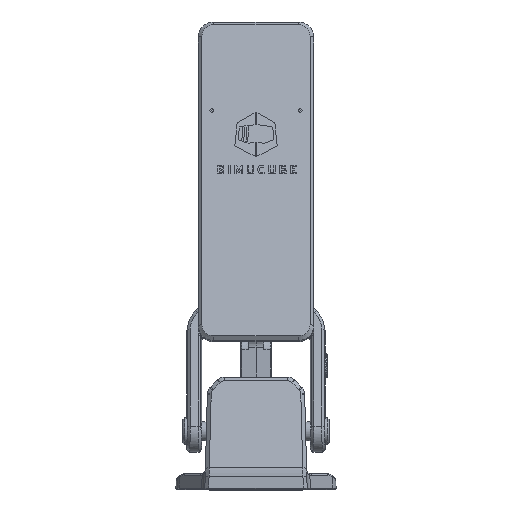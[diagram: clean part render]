
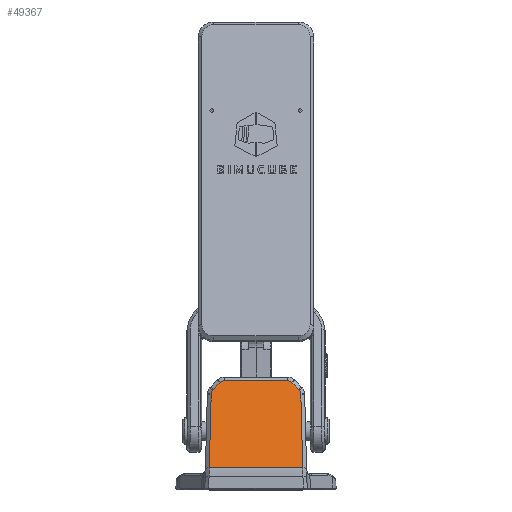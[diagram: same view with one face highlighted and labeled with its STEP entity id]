
A CAD part, top view. The second image highlights one B-rep face of the part: STEP entity #49367.
In plain terms, the highlighted planar face has unit normal (0, 0.259, 0.966).
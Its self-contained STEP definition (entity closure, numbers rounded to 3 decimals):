
#2546=PLANE('',#52947);
#4389=B_SPLINE_CURVE_WITH_KNOTS('',3,(#96475,#96476,#96477,#96478),
 .UNSPECIFIED.,.F.,.F.,(4,4),(-1.442,-0.785),
 .UNSPECIFIED.);
#4390=B_SPLINE_CURVE_WITH_KNOTS('',3,(#96480,#96481,#96482,#96483),
 .UNSPECIFIED.,.F.,.F.,(4,4),(-1.545,-1.442),
 .UNSPECIFIED.);
#4391=B_SPLINE_CURVE_WITH_KNOTS('',3,(#96491,#96492,#96493,#96494),
 .UNSPECIFIED.,.F.,.F.,(4,4),(-1.545,-1.442),
 .UNSPECIFIED.);
#4392=B_SPLINE_CURVE_WITH_KNOTS('',3,(#96496,#96497,#96498,#96499),
 .UNSPECIFIED.,.F.,.F.,(4,4),(-1.442,-0.785),
 .UNSPECIFIED.);
#4393=B_SPLINE_CURVE_WITH_KNOTS('',3,(#96501,#96502,#96503,#96504),
 .UNSPECIFIED.,.F.,.F.,(4,4),(0.667,0.705),
 .UNSPECIFIED.);
#4394=B_SPLINE_CURVE_WITH_KNOTS('',3,(#96508,#96509,#96510,#96511),
 .UNSPECIFIED.,.F.,.F.,(4,4),(-0.785,-0.716),
 .UNSPECIFIED.);
#4395=B_SPLINE_CURVE_WITH_KNOTS('',3,(#96513,#96514,#96515,#96516),
 .UNSPECIFIED.,.F.,.F.,(4,4),(-0.716,0.),
 .UNSPECIFIED.);
#4396=B_SPLINE_CURVE_WITH_KNOTS('',3,(#96520,#96521,#96522,#96523),
 .UNSPECIFIED.,.F.,.F.,(4,4),(-0.716,0.),
 .UNSPECIFIED.);
#4397=B_SPLINE_CURVE_WITH_KNOTS('',3,(#96525,#96526,#96527,#96528),
 .UNSPECIFIED.,.F.,.F.,(4,4),(-0.785,-0.716),
 .UNSPECIFIED.);
#4398=B_SPLINE_CURVE_WITH_KNOTS('',3,(#96531,#96532,#96533,#96534),
 .UNSPECIFIED.,.F.,.F.,(4,4),(0.667,0.705),
 .UNSPECIFIED.);
#6909=FACE_OUTER_BOUND('',#9951,.T.);
#9951=EDGE_LOOP('',(#43054,#43055,#43056,#43057,#43058,#43059,#43060,#43061,
#43062,#43063,#43064,#43065,#43066,#43067,#43068,#43069));
#15348=LINE('',#96485,#19226);
#15349=LINE('',#96487,#19227);
#15350=LINE('',#96489,#19228);
#15351=LINE('',#96506,#19229);
#15352=LINE('',#96518,#19230);
#15353=LINE('',#96530,#19231);
#19226=VECTOR('',#62974,10.);
#19227=VECTOR('',#62975,10.);
#19228=VECTOR('',#62976,10.);
#19229=VECTOR('',#62977,10.);
#19230=VECTOR('',#62978,10.);
#19231=VECTOR('',#62979,10.);
#23608=VERTEX_POINT('',#96473);
#23609=VERTEX_POINT('',#96474);
#23610=VERTEX_POINT('',#96479);
#23611=VERTEX_POINT('',#96484);
#23612=VERTEX_POINT('',#96486);
#23613=VERTEX_POINT('',#96488);
#23614=VERTEX_POINT('',#96490);
#23615=VERTEX_POINT('',#96495);
#23616=VERTEX_POINT('',#96500);
#23617=VERTEX_POINT('',#96505);
#23618=VERTEX_POINT('',#96507);
#23619=VERTEX_POINT('',#96512);
#23620=VERTEX_POINT('',#96517);
#23621=VERTEX_POINT('',#96519);
#23622=VERTEX_POINT('',#96524);
#23623=VERTEX_POINT('',#96529);
#30277=EDGE_CURVE('',#23608,#23609,#4389,.T.);
#30278=EDGE_CURVE('',#23610,#23608,#4390,.T.);
#30279=EDGE_CURVE('',#23611,#23610,#15348,.T.);
#30280=EDGE_CURVE('',#23611,#23612,#15349,.T.);
#30281=EDGE_CURVE('',#23612,#23613,#15350,.T.);
#30282=EDGE_CURVE('',#23613,#23614,#4391,.T.);
#30283=EDGE_CURVE('',#23614,#23615,#4392,.T.);
#30284=EDGE_CURVE('',#23615,#23616,#4393,.T.);
#30285=EDGE_CURVE('',#23616,#23617,#15351,.T.);
#30286=EDGE_CURVE('',#23617,#23618,#4394,.T.);
#30287=EDGE_CURVE('',#23618,#23619,#4395,.T.);
#30288=EDGE_CURVE('',#23620,#23619,#15352,.T.);
#30289=EDGE_CURVE('',#23621,#23620,#4396,.T.);
#30290=EDGE_CURVE('',#23622,#23621,#4397,.T.);
#30291=EDGE_CURVE('',#23623,#23622,#15353,.T.);
#30292=EDGE_CURVE('',#23609,#23623,#4398,.T.);
#43054=ORIENTED_EDGE('',*,*,#30277,.F.);
#43055=ORIENTED_EDGE('',*,*,#30278,.F.);
#43056=ORIENTED_EDGE('',*,*,#30279,.F.);
#43057=ORIENTED_EDGE('',*,*,#30280,.T.);
#43058=ORIENTED_EDGE('',*,*,#30281,.T.);
#43059=ORIENTED_EDGE('',*,*,#30282,.T.);
#43060=ORIENTED_EDGE('',*,*,#30283,.T.);
#43061=ORIENTED_EDGE('',*,*,#30284,.T.);
#43062=ORIENTED_EDGE('',*,*,#30285,.T.);
#43063=ORIENTED_EDGE('',*,*,#30286,.T.);
#43064=ORIENTED_EDGE('',*,*,#30287,.T.);
#43065=ORIENTED_EDGE('',*,*,#30288,.F.);
#43066=ORIENTED_EDGE('',*,*,#30289,.F.);
#43067=ORIENTED_EDGE('',*,*,#30290,.F.);
#43068=ORIENTED_EDGE('',*,*,#30291,.F.);
#43069=ORIENTED_EDGE('',*,*,#30292,.F.);
#49367=ADVANCED_FACE('',(#6909),#2546,.T.);
#52947=AXIS2_PLACEMENT_3D('',#96472,#62972,#62973);
#62972=DIRECTION('center_axis',(0.,0.259,
0.966));
#62973=DIRECTION('ref_axis',(-0.999,0.052,-0.014));
#62974=DIRECTION('',(0.025,0.966,-0.259));
#62975=DIRECTION('',(1.,0.,0.));
#62976=DIRECTION('',(-0.025,0.966,-0.259));
#62977=DIRECTION('',(-0.695,0.695,-0.186));
#62978=DIRECTION('',(1.,0.,0.));
#62979=DIRECTION('',(0.695,0.695,-0.186));
#96472=CARTESIAN_POINT('Origin',(-13.028,32.988,-6.696));
#96473=CARTESIAN_POINT('',(-23.183,49.623,-11.153));
#96474=CARTESIAN_POINT('',(-22.306,51.413,-11.632));
#96475=CARTESIAN_POINT('Ctrl Pts',(-23.183,49.623,-11.153));
#96476=CARTESIAN_POINT('Ctrl Pts',(-23.095,50.302,-11.335));
#96477=CARTESIAN_POINT('Ctrl Pts',(-22.776,50.943,-11.507));
#96478=CARTESIAN_POINT('Ctrl Pts',(-22.306,51.413,-11.632));
#96479=CARTESIAN_POINT('',(-23.208,49.302,-11.067));
#96480=CARTESIAN_POINT('Ctrl Pts',(-23.208,49.302,-11.067));
#96481=CARTESIAN_POINT('Ctrl Pts',(-23.206,49.409,-11.096));
#96482=CARTESIAN_POINT('Ctrl Pts',(-23.197,49.516,-11.124));
#96483=CARTESIAN_POINT('Ctrl Pts',(-23.183,49.623,-11.153));
#96484=CARTESIAN_POINT('',(-24.207,11.153,-0.845));
#96485=CARTESIAN_POINT('',(-24.058,16.867,-2.376));
#96486=CARTESIAN_POINT('',(24.207,11.153,-0.845));
#96487=CARTESIAN_POINT('',(19.764,11.153,-0.845));
#96488=CARTESIAN_POINT('',(23.208,49.302,-11.067));
#96489=CARTESIAN_POINT('',(24.058,16.867,-2.376));
#96490=CARTESIAN_POINT('',(23.183,49.623,-11.153));
#96491=CARTESIAN_POINT('Ctrl Pts',(23.208,49.302,-11.067));
#96492=CARTESIAN_POINT('Ctrl Pts',(23.206,49.409,-11.096));
#96493=CARTESIAN_POINT('Ctrl Pts',(23.197,49.516,-11.124));
#96494=CARTESIAN_POINT('Ctrl Pts',(23.183,49.623,-11.153));
#96495=CARTESIAN_POINT('',(22.306,51.413,-11.632));
#96496=CARTESIAN_POINT('Ctrl Pts',(23.183,49.623,-11.153));
#96497=CARTESIAN_POINT('Ctrl Pts',(23.095,50.302,-11.335));
#96498=CARTESIAN_POINT('Ctrl Pts',(22.776,50.943,-11.507));
#96499=CARTESIAN_POINT('Ctrl Pts',(22.306,51.413,-11.632));
#96500=CARTESIAN_POINT('',(22.043,51.676,-11.703));
#96501=CARTESIAN_POINT('Ctrl Pts',(22.306,51.413,-11.632));
#96502=CARTESIAN_POINT('Ctrl Pts',(22.219,51.501,-11.656));
#96503=CARTESIAN_POINT('Ctrl Pts',(22.131,51.588,-11.679));
#96504=CARTESIAN_POINT('Ctrl Pts',(22.043,51.676,-11.703));
#96505=CARTESIAN_POINT('',(18.526,55.193,-12.645));
#96506=CARTESIAN_POINT('',(26.938,46.781,-10.391));
#96507=CARTESIAN_POINT('',(18.372,55.337,-12.684));
#96508=CARTESIAN_POINT('Ctrl Pts',(18.526,55.193,-12.645));
#96509=CARTESIAN_POINT('Ctrl Pts',(18.476,55.243,-12.659));
#96510=CARTESIAN_POINT('Ctrl Pts',(18.425,55.291,-12.672));
#96511=CARTESIAN_POINT('Ctrl Pts',(18.372,55.337,-12.684));
#96512=CARTESIAN_POINT('',(16.429,56.068,-12.88));
#96513=CARTESIAN_POINT('Ctrl Pts',(18.372,55.337,-12.684));
#96514=CARTESIAN_POINT('Ctrl Pts',(17.828,55.81,-12.811));
#96515=CARTESIAN_POINT('Ctrl Pts',(17.128,56.068,-12.88));
#96516=CARTESIAN_POINT('Ctrl Pts',(16.429,56.068,-12.88));
#96517=CARTESIAN_POINT('',(-16.429,56.068,-12.88));
#96518=CARTESIAN_POINT('',(-15.764,56.068,-12.88));
#96519=CARTESIAN_POINT('',(-18.372,55.337,-12.684));
#96520=CARTESIAN_POINT('Ctrl Pts',(-18.372,55.337,-12.684));
#96521=CARTESIAN_POINT('Ctrl Pts',(-17.828,55.81,-12.811));
#96522=CARTESIAN_POINT('Ctrl Pts',(-17.128,56.068,-12.88));
#96523=CARTESIAN_POINT('Ctrl Pts',(-16.429,56.068,-12.88));
#96524=CARTESIAN_POINT('',(-18.526,55.193,-12.645));
#96525=CARTESIAN_POINT('Ctrl Pts',(-18.526,55.193,-12.645));
#96526=CARTESIAN_POINT('Ctrl Pts',(-18.476,55.243,-12.659));
#96527=CARTESIAN_POINT('Ctrl Pts',(-18.425,55.291,-12.672));
#96528=CARTESIAN_POINT('Ctrl Pts',(-18.372,55.337,-12.684));
#96529=CARTESIAN_POINT('',(-22.043,51.676,-11.703));
#96530=CARTESIAN_POINT('',(-26.938,46.781,-10.391));
#96531=CARTESIAN_POINT('Ctrl Pts',(-22.306,51.413,-11.632));
#96532=CARTESIAN_POINT('Ctrl Pts',(-22.219,51.501,-11.656));
#96533=CARTESIAN_POINT('Ctrl Pts',(-22.131,51.588,-11.679));
#96534=CARTESIAN_POINT('Ctrl Pts',(-22.043,51.676,-11.703));
